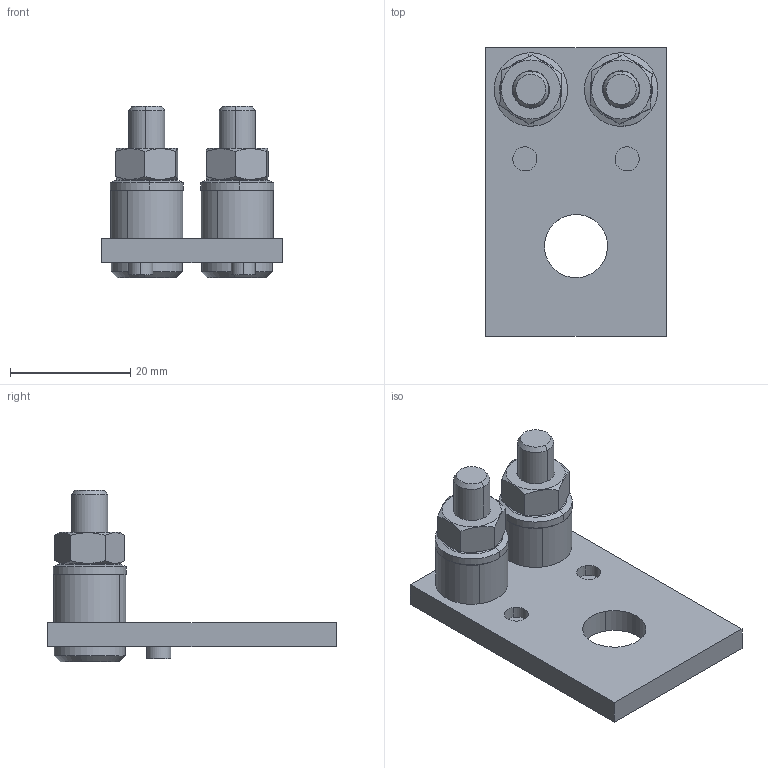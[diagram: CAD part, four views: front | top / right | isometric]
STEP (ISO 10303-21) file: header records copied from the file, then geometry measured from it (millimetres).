
FILE_DESCRIPTION(('CATIA V5R22 STEP214','CAx-IF Rec.Pracs.--- Model Styling and Organization---1.4--- 2014-01-23'),'2;1');
FILE_NAME ('024437-2_1_1868880000_1868880000.stp','2021-12-07T13:33:55+00:00',('none'),('Weidmueller'),'CATIA Version 5-6 Release 2016 SP3 HF44','CATIA V5 STEP AP214','none');
FILE_SCHEMA(('AUTOMOTIVE_DESIGN { 1 0 10303 214 1 1 1 1 }'));
Length unit declared in the file: millimetre
Products named in the file (1): 1868880000
Bounding box: 30 x 48 x 28.5 mm (x, y, z)
Volume: 9219.4 mm3; surface area: 7734.4 mm2
Topology: 9 solids, 9 shells, 246 faces, 630 edges, 412 vertices
Faces by surface type: plane 168, cylinder 42, cone 28, torus 8
Entity records: 7445 total; most frequent: CARTESIAN_POINT 1658, ORIENTED_EDGE 1260, DIRECTION 1004, EDGE_CURVE 630, VECTOR 466, LINE 466, VERTEX_POINT 412, AXIS2_PLACEMENT_3D 332
